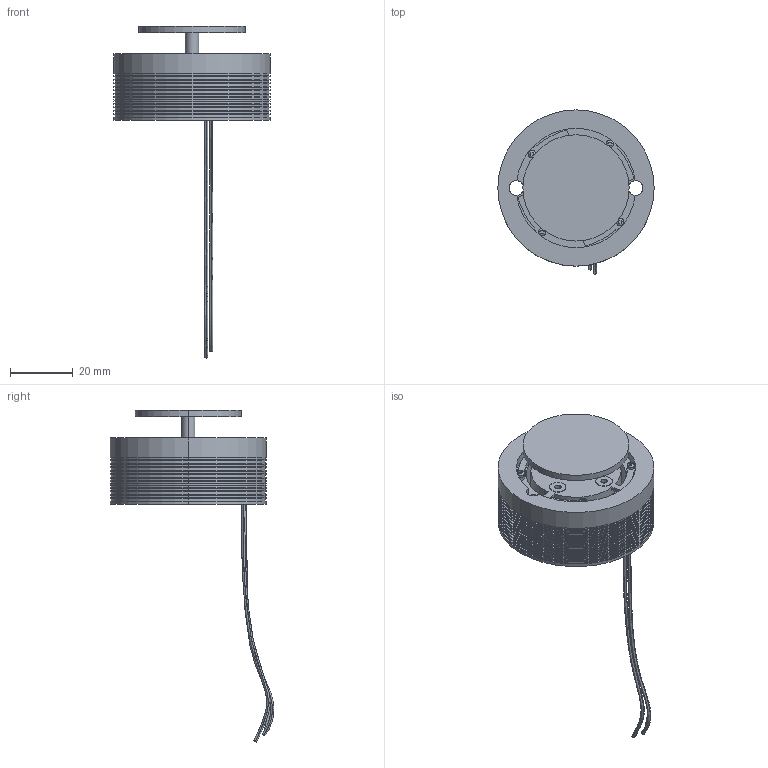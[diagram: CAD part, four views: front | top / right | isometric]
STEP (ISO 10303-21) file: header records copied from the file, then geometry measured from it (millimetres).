
FILE_DESCRIPTION (( 'STEP AP214' ), '1' );
FILE_NAME ('Surface_Transducer_Large.STEP', '2016-02-29T20:25:27', ( '' ), ( '' ), 'SwSTEP 2.0', 'SolidWorks 2016', '' );
FILE_SCHEMA (( 'AUTOMOTIVE_DESIGN' ));
Length unit declared in the file: millimetre
Products named in the file (1): Surface_Transducer_Large
Bounding box: 50 x 52.42 x 106.23 mm (x, y, z)
Volume: 38453 mm3; surface area: 15423.2 mm2
Topology: 4 solids, 4 shells, 241 faces, 613 edges, 410 vertices
Faces by surface type: cylinder 117, plane 92, bspline 24, torus 8
Entity records: 10498 total; most frequent: CARTESIAN_POINT 4637, ORIENTED_EDGE 1226, DIRECTION 1199, EDGE_CURVE 613, AXIS2_PLACEMENT_3D 492, VERTEX_POINT 410, EDGE_LOOP 283, CIRCLE 274
